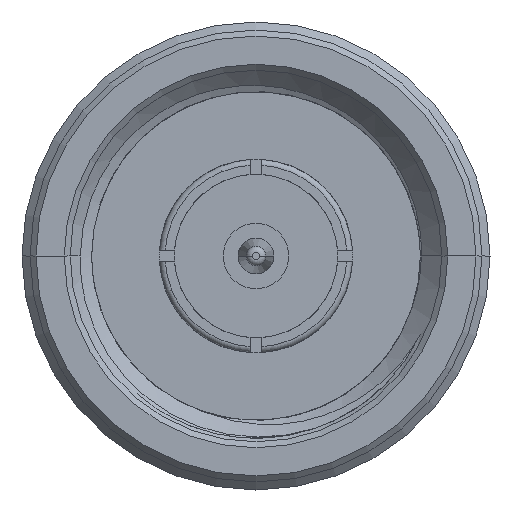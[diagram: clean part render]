
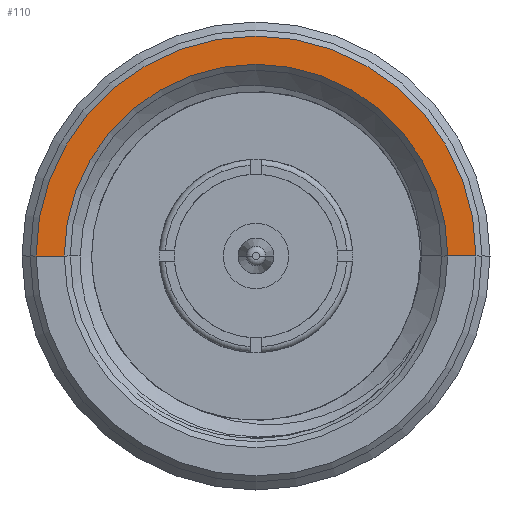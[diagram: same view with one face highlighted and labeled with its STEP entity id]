
A CAD part, left-side view. The second image highlights one B-rep face of the part: STEP entity #110.
In plain terms, the highlighted conical face has half-angle 89.912 degrees and reference radius 9.4 mm.
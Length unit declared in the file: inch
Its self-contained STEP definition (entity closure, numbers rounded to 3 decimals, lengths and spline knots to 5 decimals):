
#38 = EDGE_CURVE ( 'NONE', #4782, #4582, #7833, .T. ) ;
#110 = ADVANCED_FACE ( 'NONE', ( #7169 ), #1369, .T. ) ;
#161 = CARTESIAN_POINT ( 'NONE',  ( -1.1811, 0.32256, 0. ) ) ;
#244 = DIRECTION ( 'NONE',  ( 1., 0., 0. ) ) ;
#303 = AXIS2_PLACEMENT_3D ( 'NONE', #6628, #244, #1489 ) ;
#1140 = ORIENTED_EDGE ( 'NONE', *, *, #38, .T. ) ;
#1189 = EDGE_CURVE ( 'NONE', #6066, #1833, #8103, .T. ) ;
#1369 = CONICAL_SURFACE ( 'NONE', #303, 0.37009, 1.569 ) ;
#1423 = DIRECTION ( 'NONE',  ( 0., -1., 0. ) ) ;
#1489 = DIRECTION ( 'NONE',  ( 0., 1., 0. ) ) ;
#1785 = CARTESIAN_POINT ( 'NONE',  ( -1.1811, -0.32256, 0. ) ) ;
#1833 = VERTEX_POINT ( 'NONE', #6460 ) ;
#2245 = DIRECTION ( 'NONE',  ( -1., 0., 0. ) ) ;
#2423 = VECTOR ( 'NONE', #6478, 39.37008 ) ;
#2815 = VECTOR ( 'NONE', #3029, 39.37008 ) ;
#3029 = DIRECTION ( 'NONE',  ( 0.002, 1., 0. ) ) ;
#3074 = ORIENTED_EDGE ( 'NONE', *, *, #6569, .T. ) ;
#3452 = AXIS2_PLACEMENT_3D ( 'NONE', #6982, #5932, #4689 ) ;
#4206 = ORIENTED_EDGE ( 'NONE', *, *, #7992, .F. ) ;
#4470 = ORIENTED_EDGE ( 'NONE', *, *, #1189, .F. ) ;
#4582 = VERTEX_POINT ( 'NONE', #5048 ) ;
#4660 = CARTESIAN_POINT ( 'NONE',  ( -1.18103, 0., 0. ) ) ;
#4689 = DIRECTION ( 'NONE',  ( 0., -1., 0. ) ) ;
#4782 = VERTEX_POINT ( 'NONE', #1785 ) ;
#5048 = CARTESIAN_POINT ( 'NONE',  ( -1.18103, -0.37009, 0. ) ) ;
#5737 = CARTESIAN_POINT ( 'NONE',  ( -1.18103, 0.37009, 0. ) ) ;
#5889 = CARTESIAN_POINT ( 'NONE',  ( -1.18103, -0.37009, 0. ) ) ;
#5932 = DIRECTION ( 'NONE',  ( -1., 0., 0. ) ) ;
#6066 = VERTEX_POINT ( 'NONE', #161 ) ;
#6391 = AXIS2_PLACEMENT_3D ( 'NONE', #4660, #2245, #1423 ) ;
#6460 = CARTESIAN_POINT ( 'NONE',  ( -1.18103, 0.37009, 0. ) ) ;
#6478 = DIRECTION ( 'NONE',  ( 0.002, -1., 0. ) ) ;
#6569 = EDGE_CURVE ( 'NONE', #4582, #1833, #6784, .T. ) ;
#6628 = CARTESIAN_POINT ( 'NONE',  ( -1.18103, 0., 0. ) ) ;
#6784 = CIRCLE ( 'NONE', #6391, 0.37009 ) ;
#6982 = CARTESIAN_POINT ( 'NONE',  ( -1.1811, 0., 0. ) ) ;
#7112 = EDGE_LOOP ( 'NONE', ( #4206, #1140, #3074, #4470 ) ) ;
#7169 = FACE_OUTER_BOUND ( 'NONE', #7112, .T. ) ;
#7448 = CIRCLE ( 'NONE', #3452, 0.32256 ) ;
#7833 = LINE ( 'NONE', #5889, #2423 ) ;
#7992 = EDGE_CURVE ( 'NONE', #4782, #6066, #7448, .T. ) ;
#8103 = LINE ( 'NONE', #5737, #2815 ) ;
